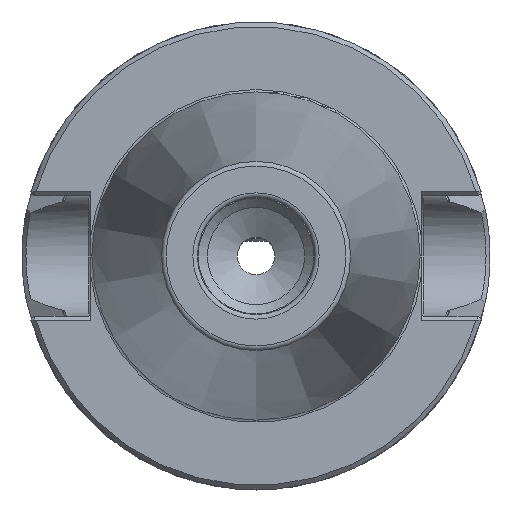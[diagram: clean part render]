
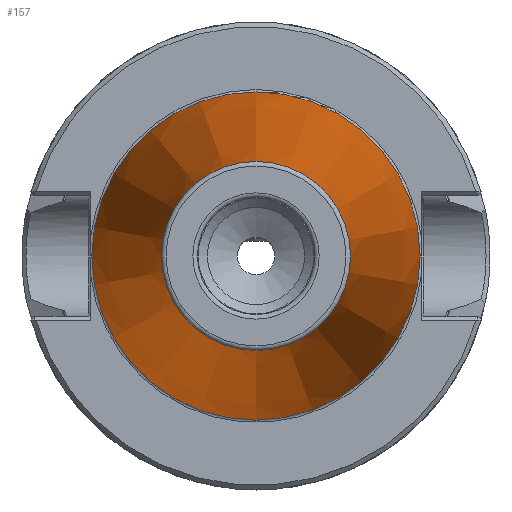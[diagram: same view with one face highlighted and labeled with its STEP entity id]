
A CAD part, left-side view. The second image highlights one B-rep face of the part: STEP entity #157.
In plain terms, the highlighted conical face has half-angle 8.297 degrees and reference radius 20.204 mm.
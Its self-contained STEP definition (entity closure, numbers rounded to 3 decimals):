
#157 = ADVANCED_FACE( '', ( #389, #390 ), #391, .T. );
#389 = FACE_OUTER_BOUND( '', #716, .T. );
#390 = FACE_BOUND( '', #717, .T. );
#391 = CONICAL_SURFACE( '', #718, 20.204, 0.145 );
#716 = EDGE_LOOP( '', ( #1171 ) );
#717 = EDGE_LOOP( '', ( #1172 ) );
#718 = AXIS2_PLACEMENT_3D( '', #1173, #1174, #1175 );
#1171 = ORIENTED_EDGE( '', *, *, #1879, .T. );
#1172 = ORIENTED_EDGE( '', *, *, #1841, .F. );
#1173 = CARTESIAN_POINT( '', ( -100.944, 0., 0. ) );
#1174 = DIRECTION( '', ( 1., 0., 0. ) );
#1175 = DIRECTION( '', ( 0., 0., -1. ) );
#1841 = EDGE_CURVE( '', #2183, #2183, #2184, .T. );
#1879 = EDGE_CURVE( '', #2246, #2246, #2247, .T. );
#2183 = VERTEX_POINT( '', #2813 );
#2184 = CIRCLE( '', #2814, 20.204 );
#2246 = VERTEX_POINT( '', #2917 );
#2247 = CIRCLE( '', #2918, 35.065 );
#2813 = CARTESIAN_POINT( '', ( -100.944, 0., 20.204 ) );
#2814 = AXIS2_PLACEMENT_3D( '', #3516, #3517, #3518 );
#2917 = CARTESIAN_POINT( '', ( 0.963, 0., 35.065 ) );
#2918 = AXIS2_PLACEMENT_3D( '', #3563, #3564, #3565 );
#3516 = CARTESIAN_POINT( '', ( -100.944, 0., 0. ) );
#3517 = DIRECTION( '', ( -1., 0., 0. ) );
#3518 = DIRECTION( '', ( 0., 0., 1. ) );
#3563 = CARTESIAN_POINT( '', ( 0.963, 0., 0. ) );
#3564 = DIRECTION( '', ( -1., 0., 0. ) );
#3565 = DIRECTION( '', ( 0., 0., 1. ) );
